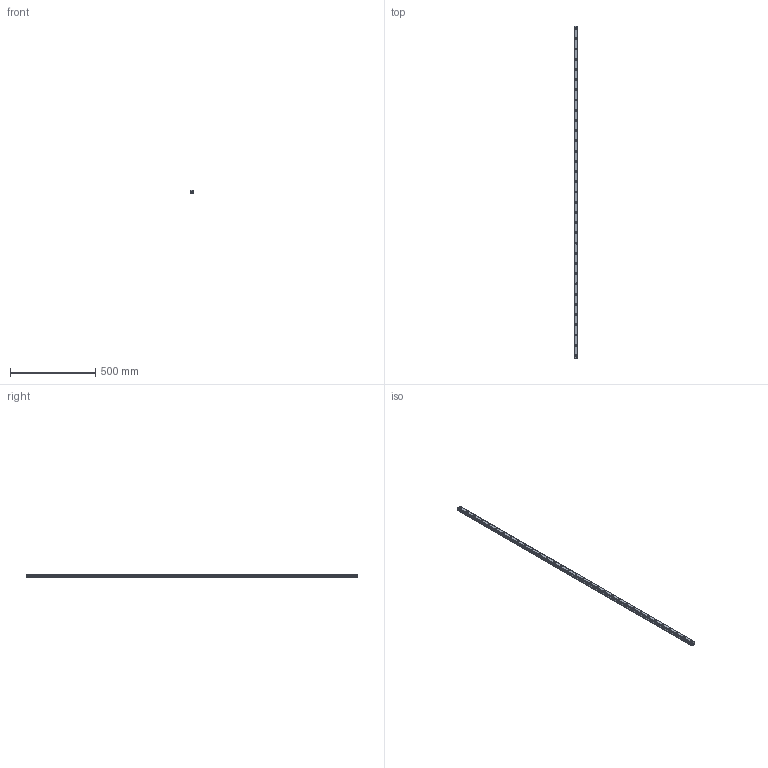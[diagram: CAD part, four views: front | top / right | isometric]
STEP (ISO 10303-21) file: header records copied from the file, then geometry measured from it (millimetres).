
FILE_DESCRIPTION(('STEP AP214'),'1');
FILE_NAME('cctmp_65ECC5FF-B947-4835-978B-2362AB7A9840_2020_5_28_15_39_29_655..stp','2020-05-28T13:39:29',('HIWIN GmbH'),('CADClick - www.CADClick.com'),'Spatial InterOp 3D',' ','unknown authorization');
FILE_SCHEMA(('AUTOMOTIVE_DESIGN'));
Length unit declared in the file: millimetre
Products named in the file (1): HGR25R1950H_FILE
Bounding box: 23 x 1950 x 22 mm (x, y, z)
Volume: 810056.4 mm3; surface area: 200947.3 mm2
Topology: 1 solids, 1 shells, 507 faces, 1305 edges, 870 vertices
Faces by surface type: plane 287, cylinder 220
Entity records: 19863 total; most frequent: DIRECTION 3025, CARTESIAN_POINT 2683, ORIENTED_EDGE 2610, EDGE_CURVE 1305, AXIS2_PLACEMENT_3D 1212, VERTEX_POINT 870, LINE 601, VECTOR 601
